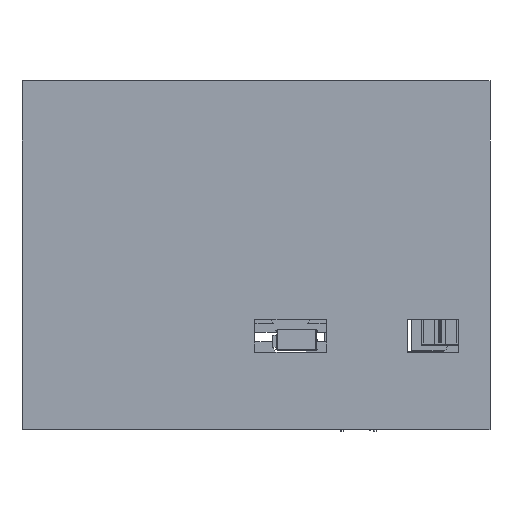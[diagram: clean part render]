
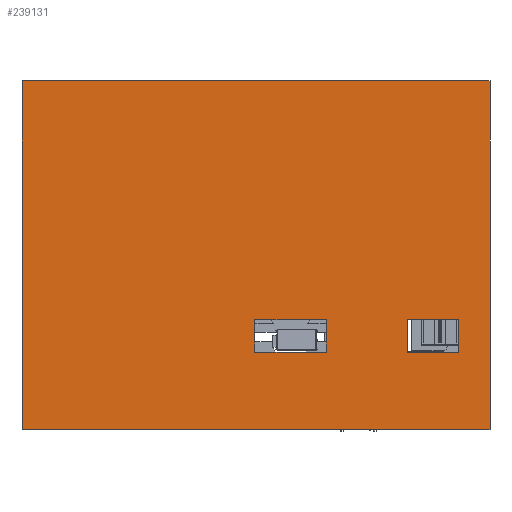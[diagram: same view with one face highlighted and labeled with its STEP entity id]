
A CAD part, front view. The second image highlights one B-rep face of the part: STEP entity #239131.
In plain terms, the highlighted planar face has unit normal (0, -1, 0).
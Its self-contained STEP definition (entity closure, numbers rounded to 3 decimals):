
#2771 = DIRECTION ( 'NONE',  ( 0., 0., -1. ) ) ;
#6863 = EDGE_CURVE ( 'NONE', #209436, #113400, #153605, .T. ) ;
#7788 = CARTESIAN_POINT ( 'NONE',  ( -19120., -2000., 9982.5 ) ) ;
#8243 = CARTESIAN_POINT ( 'NONE',  ( -4205., -2000., -1716. ) ) ;
#11105 = ORIENTED_EDGE ( 'NONE', *, *, #36892, .T. ) ;
#11742 = LINE ( 'NONE', #247016, #39372 ) ;
#13460 = VERTEX_POINT ( 'NONE', #46812 ) ;
#18052 = ORIENTED_EDGE ( 'NONE', *, *, #93952, .T. ) ;
#19912 = CARTESIAN_POINT ( 'NONE',  ( 3820., -2000., 9982.5 ) ) ;
#20503 = DIRECTION ( 'NONE',  ( 1., 0., 0. ) ) ;
#21551 = LINE ( 'NONE', #57429, #68704 ) ;
#21767 = CARTESIAN_POINT ( 'NONE',  ( -7705., -2000., -1716. ) ) ;
#27813 = CARTESIAN_POINT ( 'NONE',  ( 2270., -2000., -1716. ) ) ;
#30926 = DIRECTION ( 'NONE',  ( 1., 0., 0. ) ) ;
#36892 = EDGE_CURVE ( 'NONE', #139008, #212721, #21551, .T. ) ;
#38600 = LINE ( 'NONE', #116619, #52556 ) ;
#38735 = ORIENTED_EDGE ( 'NONE', *, *, #71639, .T. ) ;
#39372 = VECTOR ( 'NONE', #30926, 1000. ) ;
#41094 = ORIENTED_EDGE ( 'NONE', *, *, #88994, .T. ) ;
#43919 = FACE_OUTER_BOUND ( 'NONE', #127899, .T. ) ;
#46446 = PLANE ( 'NONE',  #94003 ) ;
#46812 = CARTESIAN_POINT ( 'NONE',  ( 3820., -2000., -7116. ) ) ;
#51899 = EDGE_CURVE ( 'NONE', #89138, #133886, #191211, .T. ) ;
#52556 = VECTOR ( 'NONE', #175468, 1000. ) ;
#55047 = VERTEX_POINT ( 'NONE', #118935 ) ;
#55252 = DIRECTION ( 'NONE',  ( -1., 0., 0. ) ) ;
#57429 = CARTESIAN_POINT ( 'NONE',  ( -7705., -2000., -3316. ) ) ;
#58126 = CARTESIAN_POINT ( 'NONE',  ( 2270., -2000., -3316. ) ) ;
#58732 = VECTOR ( 'NONE', #79073, 1000. ) ;
#61555 = CARTESIAN_POINT ( 'NONE',  ( -4205., -2000., -1716. ) ) ;
#61868 = VERTEX_POINT ( 'NONE', #62495 ) ;
#62495 = CARTESIAN_POINT ( 'NONE',  ( -230., -2000., -3316. ) ) ;
#65055 = EDGE_LOOP ( 'NONE', ( #156955, #119858, #187352, #115917 ) ) ;
#68704 = VECTOR ( 'NONE', #177607, 1000. ) ;
#71639 = EDGE_CURVE ( 'NONE', #108529, #139008, #81995, .T. ) ;
#75694 = LINE ( 'NONE', #115308, #187454 ) ;
#76328 = ORIENTED_EDGE ( 'NONE', *, *, #108104, .T. ) ;
#78063 = CARTESIAN_POINT ( 'NONE',  ( -19120., -2000., 9982.5 ) ) ;
#79073 = DIRECTION ( 'NONE',  ( 0., 0., 1. ) ) ;
#79833 = DIRECTION ( 'NONE',  ( 0., 0., -1. ) ) ;
#81995 = LINE ( 'NONE', #61555, #197607 ) ;
#83582 = FACE_BOUND ( 'NONE', #65055, .T. ) ;
#88994 = EDGE_CURVE ( 'NONE', #212721, #243220, #160913, .T. ) ;
#89138 = VERTEX_POINT ( 'NONE', #27813 ) ;
#91172 = EDGE_CURVE ( 'NONE', #243220, #108529, #117701, .T. ) ;
#93139 = EDGE_LOOP ( 'NONE', ( #41094, #121405, #38735, #11105 ) ) ;
#93952 = EDGE_CURVE ( 'NONE', #113400, #13460, #134235, .T. ) ;
#94003 = AXIS2_PLACEMENT_3D ( 'NONE', #161615, #239576, #124482 ) ;
#94661 = CARTESIAN_POINT ( 'NONE',  ( -19120., -2000., -7116. ) ) ;
#100846 = CARTESIAN_POINT ( 'NONE',  ( -7705., -2000., -1716. ) ) ;
#108104 = EDGE_CURVE ( 'NONE', #55047, #209436, #178974, .T. ) ;
#108529 = VERTEX_POINT ( 'NONE', #8243 ) ;
#113400 = VERTEX_POINT ( 'NONE', #132955 ) ;
#113696 = VERTEX_POINT ( 'NONE', #118918 ) ;
#115308 = CARTESIAN_POINT ( 'NONE',  ( -230., -2000., -3316. ) ) ;
#115917 = ORIENTED_EDGE ( 'NONE', *, *, #238232, .T. ) ;
#116619 = CARTESIAN_POINT ( 'NONE',  ( -230., -2000., -3316. ) ) ;
#117701 = LINE ( 'NONE', #21767, #239276 ) ;
#118918 = CARTESIAN_POINT ( 'NONE',  ( -230., -2000., -1716. ) ) ;
#118935 = CARTESIAN_POINT ( 'NONE',  ( 3820., -2000., 9982.5 ) ) ;
#119858 = ORIENTED_EDGE ( 'NONE', *, *, #201356, .T. ) ;
#121405 = ORIENTED_EDGE ( 'NONE', *, *, #91172, .T. ) ;
#124482 = DIRECTION ( 'NONE',  ( 0., 0., -1. ) ) ;
#127899 = EDGE_LOOP ( 'NONE', ( #162853, #18052, #195372, #76328 ) ) ;
#130469 = DIRECTION ( 'NONE',  ( 1., 0., 0. ) ) ;
#132955 = CARTESIAN_POINT ( 'NONE',  ( -19120., -2000., -7116. ) ) ;
#133886 = VERTEX_POINT ( 'NONE', #250207 ) ;
#134235 = LINE ( 'NONE', #94661, #207355 ) ;
#136814 = DIRECTION ( 'NONE',  ( -1., 0., 0. ) ) ;
#139008 = VERTEX_POINT ( 'NONE', #158262 ) ;
#151848 = VECTOR ( 'NONE', #234765, 1000. ) ;
#153605 = LINE ( 'NONE', #78063, #205991 ) ;
#153928 = CARTESIAN_POINT ( 'NONE',  ( -7705., -2000., -1716. ) ) ;
#156955 = ORIENTED_EDGE ( 'NONE', *, *, #189153, .T. ) ;
#158262 = CARTESIAN_POINT ( 'NONE',  ( -4205., -2000., -3316. ) ) ;
#160913 = LINE ( 'NONE', #100846, #58732 ) ;
#161615 = CARTESIAN_POINT ( 'NONE',  ( 0., -2000., 0. ) ) ;
#162246 = VECTOR ( 'NONE', #136814, 1000. ) ;
#162853 = ORIENTED_EDGE ( 'NONE', *, *, #6863, .T. ) ;
#175215 = CARTESIAN_POINT ( 'NONE',  ( -19120., -2000., 9982.5 ) ) ;
#175258 = DIRECTION ( 'NONE',  ( 0., 0., -1. ) ) ;
#175468 = DIRECTION ( 'NONE',  ( 0., 0., 1. ) ) ;
#176408 = CARTESIAN_POINT ( 'NONE',  ( -7705., -2000., -3316. ) ) ;
#177607 = DIRECTION ( 'NONE',  ( -1., 0., 0. ) ) ;
#178974 = LINE ( 'NONE', #175215, #162246 ) ;
#187352 = ORIENTED_EDGE ( 'NONE', *, *, #51899, .T. ) ;
#187454 = VECTOR ( 'NONE', #55252, 1000. ) ;
#188685 = VECTOR ( 'NONE', #79833, 1000. ) ;
#189153 = EDGE_CURVE ( 'NONE', #61868, #113696, #38600, .T. ) ;
#191211 = LINE ( 'NONE', #58126, #188685 ) ;
#195131 = LINE ( 'NONE', #19912, #151848 ) ;
#195372 = ORIENTED_EDGE ( 'NONE', *, *, #221026, .T. ) ;
#197607 = VECTOR ( 'NONE', #2771, 1000. ) ;
#201356 = EDGE_CURVE ( 'NONE', #113696, #89138, #11742, .T. ) ;
#205991 = VECTOR ( 'NONE', #175258, 1000. ) ;
#207355 = VECTOR ( 'NONE', #130469, 1000. ) ;
#209436 = VERTEX_POINT ( 'NONE', #7788 ) ;
#212721 = VERTEX_POINT ( 'NONE', #176408 ) ;
#219167 = FACE_BOUND ( 'NONE', #93139, .T. ) ;
#221026 = EDGE_CURVE ( 'NONE', #13460, #55047, #195131, .T. ) ;
#234765 = DIRECTION ( 'NONE',  ( 0., 0., 1. ) ) ;
#238232 = EDGE_CURVE ( 'NONE', #133886, #61868, #75694, .T. ) ;
#239131 = ADVANCED_FACE ( 'NONE', ( #219167, #43919, #83582 ), #46446, .T. ) ;
#239276 = VECTOR ( 'NONE', #20503, 1000. ) ;
#239576 = DIRECTION ( 'NONE',  ( 0., -1., 0. ) ) ;
#243220 = VERTEX_POINT ( 'NONE', #153928 ) ;
#247016 = CARTESIAN_POINT ( 'NONE',  ( -230., -2000., -1716. ) ) ;
#250207 = CARTESIAN_POINT ( 'NONE',  ( 2270., -2000., -3316. ) ) ;
